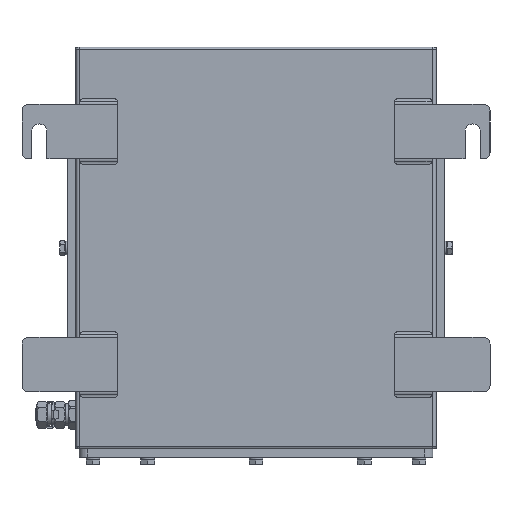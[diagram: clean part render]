
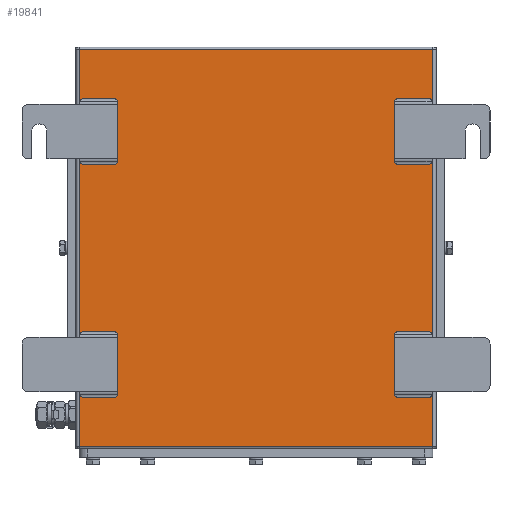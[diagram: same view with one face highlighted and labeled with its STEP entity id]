
A CAD part, left-side view. The second image highlights one B-rep face of the part: STEP entity #19841.
In plain terms, the highlighted planar face has unit normal (-1, 0, 0).
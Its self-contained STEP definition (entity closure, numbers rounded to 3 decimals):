
#559=FACE_BOUND('',#3425,.T.);
#560=FACE_BOUND('',#3426,.T.);
#561=FACE_BOUND('',#3427,.T.);
#562=FACE_BOUND('',#3428,.T.);
#563=FACE_BOUND('',#3429,.T.);
#564=FACE_BOUND('',#3430,.T.);
#565=FACE_BOUND('',#3431,.T.);
#566=FACE_BOUND('',#3432,.T.);
#1002=PLANE('',#21688);
#2215=FACE_OUTER_BOUND('',#3424,.T.);
#3424=EDGE_LOOP('',(#16056,#16057,#16058,#16059));
#3425=EDGE_LOOP('',(#16060,#16061));
#3426=EDGE_LOOP('',(#16062,#16063));
#3427=EDGE_LOOP('',(#16064,#16065));
#3428=EDGE_LOOP('',(#16066,#16067));
#3429=EDGE_LOOP('',(#16068,#16069));
#3430=EDGE_LOOP('',(#16070,#16071));
#3431=EDGE_LOOP('',(#16072,#16073));
#3432=EDGE_LOOP('',(#16074,#16075));
#4771=LINE('',#28417,#6168);
#4781=LINE('',#28772,#6178);
#5656=LINE('',#33572,#7053);
#5657=LINE('',#33574,#7054);
#5658=LINE('',#33577,#7055);
#5659=LINE('',#33580,#7056);
#5660=LINE('',#33583,#7057);
#5661=LINE('',#33586,#7058);
#5662=LINE('',#33589,#7059);
#5663=LINE('',#33592,#7060);
#5664=LINE('',#33595,#7061);
#5665=LINE('',#33598,#7062);
#6168=VECTOR('',#22587,10.);
#6178=VECTOR('',#22641,10.);
#7053=VECTOR('',#26110,10.);
#7054=VECTOR('',#26113,10.);
#7055=VECTOR('',#26114,10.);
#7056=VECTOR('',#26115,10.);
#7057=VECTOR('',#26116,10.);
#7058=VECTOR('',#26117,10.);
#7059=VECTOR('',#26118,10.);
#7060=VECTOR('',#26119,10.);
#7061=VECTOR('',#26120,10.);
#7062=VECTOR('',#26121,10.);
#7727=VERTEX_POINT('',#28407);
#7729=VERTEX_POINT('',#28413);
#7744=VERTEX_POINT('',#28762);
#7746=VERTEX_POINT('',#28768);
#8819=VERTEX_POINT('',#33575);
#8820=VERTEX_POINT('',#33576);
#8821=VERTEX_POINT('',#33578);
#8822=VERTEX_POINT('',#33579);
#8823=VERTEX_POINT('',#33581);
#8824=VERTEX_POINT('',#33582);
#8825=VERTEX_POINT('',#33584);
#8826=VERTEX_POINT('',#33585);
#8827=VERTEX_POINT('',#33587);
#8828=VERTEX_POINT('',#33588);
#8829=VERTEX_POINT('',#33590);
#8830=VERTEX_POINT('',#33591);
#8831=VERTEX_POINT('',#33593);
#8832=VERTEX_POINT('',#33594);
#8833=VERTEX_POINT('',#33596);
#8834=VERTEX_POINT('',#33597);
#9504=EDGE_CURVE('',#7727,#7729,#4771,.T.);
#9537=EDGE_CURVE('',#7744,#7746,#4781,.T.);
#11329=EDGE_CURVE('',#7727,#7746,#5656,.T.);
#11330=EDGE_CURVE('',#7744,#7729,#5657,.T.);
#11331=EDGE_CURVE('',#8819,#8820,#5658,.T.);
#11332=EDGE_CURVE('',#8821,#8822,#5659,.T.);
#11333=EDGE_CURVE('',#8823,#8824,#5660,.T.);
#11334=EDGE_CURVE('',#8825,#8826,#5661,.T.);
#11335=EDGE_CURVE('',#8827,#8828,#5662,.T.);
#11336=EDGE_CURVE('',#8829,#8830,#5663,.T.);
#11337=EDGE_CURVE('',#8831,#8832,#5664,.T.);
#11338=EDGE_CURVE('',#8833,#8834,#5665,.T.);
#16056=ORIENTED_EDGE('',*,*,#11330,.T.);
#16057=ORIENTED_EDGE('',*,*,#9504,.F.);
#16058=ORIENTED_EDGE('',*,*,#11329,.T.);
#16059=ORIENTED_EDGE('',*,*,#9537,.F.);
#16060=ORIENTED_EDGE('',*,*,#11331,.T.);
#16061=ORIENTED_EDGE('',*,*,#11331,.F.);
#16062=ORIENTED_EDGE('',*,*,#11332,.T.);
#16063=ORIENTED_EDGE('',*,*,#11332,.F.);
#16064=ORIENTED_EDGE('',*,*,#11333,.T.);
#16065=ORIENTED_EDGE('',*,*,#11333,.F.);
#16066=ORIENTED_EDGE('',*,*,#11334,.T.);
#16067=ORIENTED_EDGE('',*,*,#11334,.F.);
#16068=ORIENTED_EDGE('',*,*,#11335,.T.);
#16069=ORIENTED_EDGE('',*,*,#11335,.F.);
#16070=ORIENTED_EDGE('',*,*,#11336,.T.);
#16071=ORIENTED_EDGE('',*,*,#11336,.F.);
#16072=ORIENTED_EDGE('',*,*,#11337,.T.);
#16073=ORIENTED_EDGE('',*,*,#11337,.F.);
#16074=ORIENTED_EDGE('',*,*,#11338,.T.);
#16075=ORIENTED_EDGE('',*,*,#11338,.F.);
#19841=ADVANCED_FACE('',(#2215,#559,#560,#561,#562,#563,#564,#565,#566),
#1002,.F.);
#21688=AXIS2_PLACEMENT_3D('',#33573,#26111,#26112);
#22587=DIRECTION('',(0.,-1.,0.));
#22641=DIRECTION('',(0.,1.,0.));
#26110=DIRECTION('',(0.,0.,-1.));
#26111=DIRECTION('center_axis',(1.,0.,0.));
#26112=DIRECTION('ref_axis',(0.,-1.,0.));
#26113=DIRECTION('',(0.,0.,1.));
#26114=DIRECTION('',(0.,-1.,0.));
#26115=DIRECTION('',(0.,1.,0.));
#26116=DIRECTION('',(0.,1.,0.));
#26117=DIRECTION('',(0.,-1.,0.));
#26118=DIRECTION('',(0.,-1.,0.));
#26119=DIRECTION('',(0.,1.,0.));
#26120=DIRECTION('',(0.,1.,0.));
#26121=DIRECTION('',(0.,-1.,0.));
#28407=CARTESIAN_POINT('',(-14.205,116.903,249.301));
#28413=CARTESIAN_POINT('',(-14.205,-141.297,249.301));
#28417=CARTESIAN_POINT('',(-14.205,52.353,249.301));
#28762=CARTESIAN_POINT('',(-14.205,-141.297,-39.699));
#28768=CARTESIAN_POINT('',(-14.205,116.903,-39.699));
#28772=CARTESIAN_POINT('',(-14.205,52.353,-39.699));
#33572=CARTESIAN_POINT('',(-14.205,116.903,176.851));
#33573=CARTESIAN_POINT('Origin',(-14.205,-12.197,104.801));
#33574=CARTESIAN_POINT('',(-14.205,-141.297,32.751));
#33575=CARTESIAN_POINT('',(-14.205,113.503,213.801));
#33576=CARTESIAN_POINT('',(-14.205,91.503,213.801));
#33577=CARTESIAN_POINT('',(-14.205,38.153,213.801));
#33578=CARTESIAN_POINT('',(-14.205,91.503,165.801));
#33579=CARTESIAN_POINT('',(-14.205,113.503,165.801));
#33580=CARTESIAN_POINT('',(-14.205,38.153,165.801));
#33581=CARTESIAN_POINT('',(-14.205,-137.897,165.801));
#33582=CARTESIAN_POINT('',(-14.205,-115.897,165.801));
#33583=CARTESIAN_POINT('',(-14.205,-76.547,165.801));
#33584=CARTESIAN_POINT('',(-14.205,-115.897,213.801));
#33585=CARTESIAN_POINT('',(-14.205,-137.897,213.801));
#33586=CARTESIAN_POINT('',(-14.205,-76.547,213.801));
#33587=CARTESIAN_POINT('',(-14.205,-115.897,43.801));
#33588=CARTESIAN_POINT('',(-14.205,-137.897,43.801));
#33589=CARTESIAN_POINT('',(-14.205,-62.547,43.801));
#33590=CARTESIAN_POINT('',(-14.205,-137.897,-4.199));
#33591=CARTESIAN_POINT('',(-14.205,-115.897,-4.199));
#33592=CARTESIAN_POINT('',(-14.205,-62.547,-4.199));
#33593=CARTESIAN_POINT('',(-14.205,91.503,-4.199));
#33594=CARTESIAN_POINT('',(-14.205,113.503,-4.199));
#33595=CARTESIAN_POINT('',(-14.205,38.153,-4.199));
#33596=CARTESIAN_POINT('',(-14.205,113.503,43.801));
#33597=CARTESIAN_POINT('',(-14.205,91.503,43.801));
#33598=CARTESIAN_POINT('',(-14.205,38.153,43.801));
